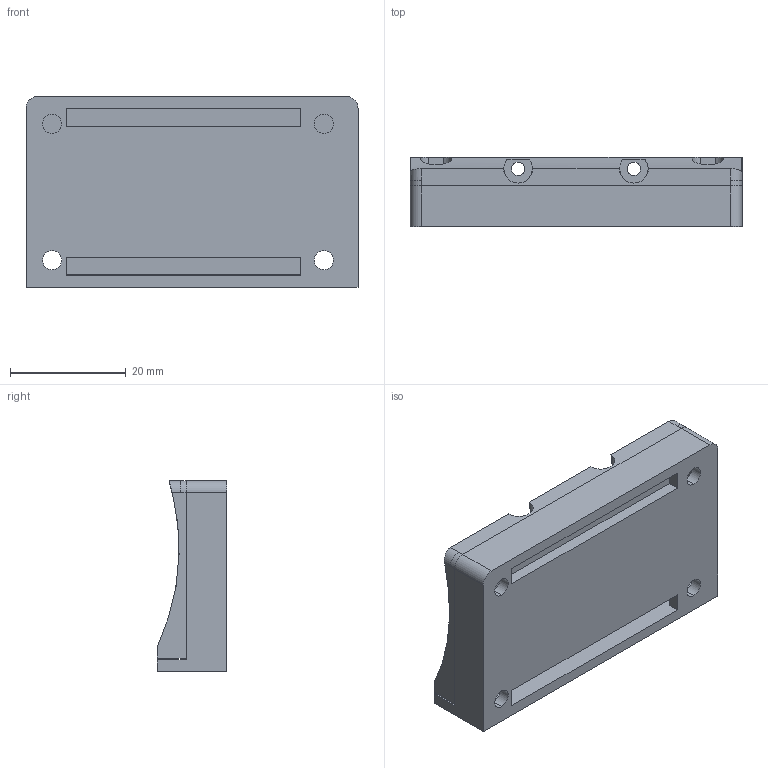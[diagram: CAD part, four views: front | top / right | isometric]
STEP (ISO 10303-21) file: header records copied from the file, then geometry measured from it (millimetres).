
FILE_DESCRIPTION (( 'STEP AP203' ), '1' );
FILE_NAME ('Esp-mount.STEP', '2025-03-30T19:19:58', ( '' ), ( '' ), 'SwSTEP 2.0', 'SolidWorks 2023', '' );
FILE_SCHEMA (( 'CONFIG_CONTROL_DESIGN' ));
Length unit declared in the file: millimetre
Products named in the file (3): Esp-mount; BT-0010; BT-0009
Assembly tree (2 placements, depth 2):
  Esp-mount
    BT-0009
    BT-0010
Bounding box: 57.4 x 12 x 33 mm (x, y, z)
Volume: 9047.5 mm3; surface area: 10600.9 mm2
Topology: 2 solids, 2 shells, 75 faces, 213 edges, 142 vertices
Faces by surface type: cylinder 39, plane 36
Entity records: 2980 total; most frequent: CARTESIAN_POINT 627, DIRECTION 433, ORIENTED_EDGE 426, EDGE_CURVE 213, AXIS2_PLACEMENT_3D 152, VERTEX_POINT 142, VECTOR 129, LINE 129
